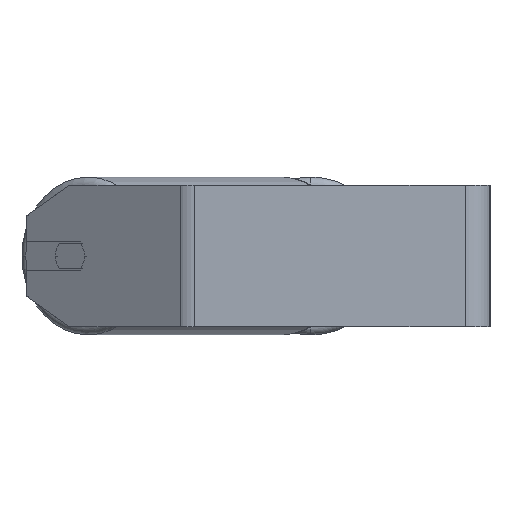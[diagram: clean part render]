
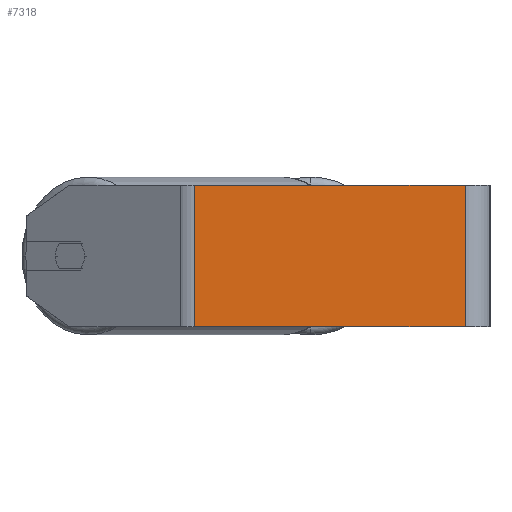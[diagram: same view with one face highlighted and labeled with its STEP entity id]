
A CAD part, left-side view. The second image highlights one B-rep face of the part: STEP entity #7318.
In plain terms, the highlighted planar face has unit normal (-1, 0, 0).
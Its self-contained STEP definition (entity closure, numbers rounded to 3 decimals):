
#527 = CARTESIAN_POINT ( 'NONE',  ( -360., 14., 40. ) ) ;
#695 = DIRECTION ( 'NONE',  ( 0., -1., 0. ) ) ;
#729 = ORIENTED_EDGE ( 'NONE', *, *, #7738, .F. ) ;
#870 = EDGE_CURVE ( 'NONE', #6278, #1001, #4304, .T. ) ;
#1001 = VERTEX_POINT ( 'NONE', #8394 ) ;
#1012 = EDGE_LOOP ( 'NONE', ( #8080, #729, #3569, #3393 ) ) ;
#1443 = VECTOR ( 'NONE', #1720, 1000. ) ;
#1484 = VERTEX_POINT ( 'NONE', #7171 ) ;
#1720 = DIRECTION ( 'NONE',  ( 0., 0., -1. ) ) ;
#2324 = CARTESIAN_POINT ( 'NONE',  ( -360., 166.539, 40. ) ) ;
#3034 = LINE ( 'NONE', #527, #1443 ) ;
#3269 = VECTOR ( 'NONE', #4181, 1000. ) ;
#3372 = CARTESIAN_POINT ( 'NONE',  ( -360., 170.953, 40. ) ) ;
#3392 = PLANE ( 'NONE',  #6319 ) ;
#3393 = ORIENTED_EDGE ( 'NONE', *, *, #6430, .T. ) ;
#3569 = ORIENTED_EDGE ( 'NONE', *, *, #6464, .F. ) ;
#3720 = CARTESIAN_POINT ( 'NONE',  ( -360., 166.539, -40. ) ) ;
#3764 = DIRECTION ( 'NONE',  ( 0., 0., -1. ) ) ;
#4181 = DIRECTION ( 'NONE',  ( 0., -1., 0. ) ) ;
#4254 = CARTESIAN_POINT ( 'NONE',  ( -360., 170.953, -40. ) ) ;
#4304 = LINE ( 'NONE', #4254, #3269 ) ;
#4445 = LINE ( 'NONE', #6988, #4553 ) ;
#4553 = VECTOR ( 'NONE', #3764, 1000. ) ;
#4605 = LINE ( 'NONE', #3372, #5628 ) ;
#4717 = FACE_OUTER_BOUND ( 'NONE', #1012, .T. ) ;
#5628 = VECTOR ( 'NONE', #695, 1000. ) ;
#5931 = VERTEX_POINT ( 'NONE', #2324 ) ;
#5981 = CARTESIAN_POINT ( 'NONE',  ( -360., 170.953, 40. ) ) ;
#6278 = VERTEX_POINT ( 'NONE', #3720 ) ;
#6319 = AXIS2_PLACEMENT_3D ( 'NONE', #5981, #7307, #7722 ) ;
#6430 = EDGE_CURVE ( 'NONE', #5931, #6278, #4445, .T. ) ;
#6464 = EDGE_CURVE ( 'NONE', #5931, #1484, #4605, .T. ) ;
#6988 = CARTESIAN_POINT ( 'NONE',  ( -360., 166.539, 40. ) ) ;
#7171 = CARTESIAN_POINT ( 'NONE',  ( -360., 14., 40. ) ) ;
#7307 = DIRECTION ( 'NONE',  ( 1., 0., 0. ) ) ;
#7318 = ADVANCED_FACE ( 'NONE', ( #4717 ), #3392, .F. ) ;
#7722 = DIRECTION ( 'NONE',  ( 0., 0., -1. ) ) ;
#7738 = EDGE_CURVE ( 'NONE', #1484, #1001, #3034, .T. ) ;
#8080 = ORIENTED_EDGE ( 'NONE', *, *, #870, .T. ) ;
#8394 = CARTESIAN_POINT ( 'NONE',  ( -360., 14., -40. ) ) ;
